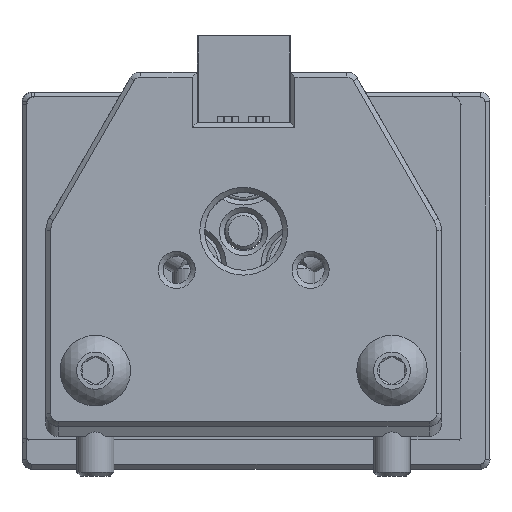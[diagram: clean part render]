
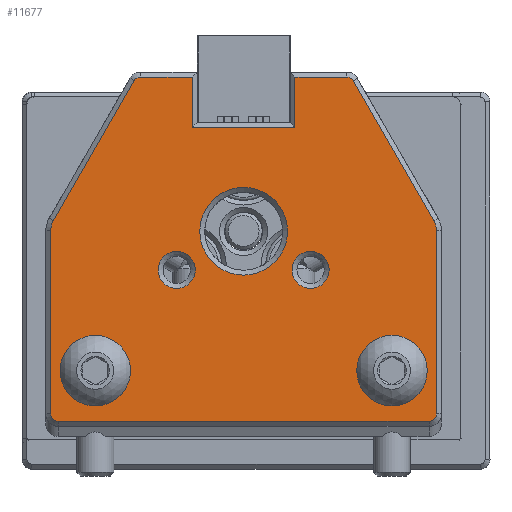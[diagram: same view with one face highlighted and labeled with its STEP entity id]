
A CAD part, top view. The second image highlights one B-rep face of the part: STEP entity #11677.
In plain terms, the highlighted planar face has unit normal (0, 0, 1).
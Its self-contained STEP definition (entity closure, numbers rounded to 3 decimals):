
#580=FACE_BOUND('',#1992,.T.);
#581=FACE_BOUND('',#1993,.T.);
#582=FACE_BOUND('',#1994,.T.);
#583=FACE_BOUND('',#1995,.T.);
#584=FACE_BOUND('',#1996,.T.);
#697=PLANE('',#12604);
#1273=FACE_OUTER_BOUND('',#1991,.T.);
#1991=EDGE_LOOP('',(#8338,#8339,#8340,#8341,#8342,#8343,#8344,#8345,#8346,
#8347,#8348,#8349,#8350,#8351,#8352,#8353));
#1992=EDGE_LOOP('',(#8354));
#1993=EDGE_LOOP('',(#8355));
#1994=EDGE_LOOP('',(#8356));
#1995=EDGE_LOOP('',(#8357));
#1996=EDGE_LOOP('',(#8358));
#2809=LINE('',#18884,#3771);
#2810=LINE('',#18888,#3772);
#2811=LINE('',#18892,#3773);
#2812=LINE('',#18896,#3774);
#2813=LINE('',#18900,#3775);
#2814=LINE('',#18904,#3776);
#2815=LINE('',#18908,#3777);
#2816=LINE('',#18910,#3778);
#2817=LINE('',#18912,#3779);
#2818=LINE('',#18913,#3780);
#3771=VECTOR('',#14228,10.);
#3772=VECTOR('',#14231,10.);
#3773=VECTOR('',#14234,10.);
#3774=VECTOR('',#14237,10.);
#3775=VECTOR('',#14240,10.);
#3776=VECTOR('',#14243,10.);
#3777=VECTOR('',#14246,10.);
#3778=VECTOR('',#14247,10.);
#3779=VECTOR('',#14248,10.);
#3780=VECTOR('',#14249,10.);
#4718=CIRCLE('',#12603,3.55);
#4719=CIRCLE('',#12605,0.6);
#4720=CIRCLE('',#12606,1.6);
#4721=CIRCLE('',#12607,0.6);
#4722=CIRCLE('',#12608,0.6);
#4723=CIRCLE('',#12609,1.6);
#4724=CIRCLE('',#12610,0.6);
#4725=CIRCLE('',#12611,1.5);
#4726=CIRCLE('',#12612,1.575);
#4727=CIRCLE('',#12613,1.575);
#4728=CIRCLE('',#12614,1.5);
#5332=VERTEX_POINT('',#18878);
#5333=VERTEX_POINT('',#18882);
#5334=VERTEX_POINT('',#18883);
#5335=VERTEX_POINT('',#18885);
#5336=VERTEX_POINT('',#18887);
#5337=VERTEX_POINT('',#18889);
#5338=VERTEX_POINT('',#18891);
#5339=VERTEX_POINT('',#18893);
#5340=VERTEX_POINT('',#18895);
#5341=VERTEX_POINT('',#18897);
#5342=VERTEX_POINT('',#18899);
#5343=VERTEX_POINT('',#18901);
#5344=VERTEX_POINT('',#18903);
#5345=VERTEX_POINT('',#18905);
#5346=VERTEX_POINT('',#18907);
#5347=VERTEX_POINT('',#18909);
#5348=VERTEX_POINT('',#18911);
#5349=VERTEX_POINT('',#18914);
#5350=VERTEX_POINT('',#18916);
#5351=VERTEX_POINT('',#18918);
#5352=VERTEX_POINT('',#18920);
#6471=EDGE_CURVE('',#5332,#5332,#4718,.T.);
#6473=EDGE_CURVE('',#5333,#5334,#2809,.T.);
#6474=EDGE_CURVE('',#5335,#5333,#4719,.T.);
#6475=EDGE_CURVE('',#5336,#5335,#2810,.T.);
#6476=EDGE_CURVE('',#5337,#5336,#4720,.T.);
#6477=EDGE_CURVE('',#5338,#5337,#2811,.T.);
#6478=EDGE_CURVE('',#5339,#5338,#4721,.T.);
#6479=EDGE_CURVE('',#5340,#5339,#2812,.T.);
#6480=EDGE_CURVE('',#5341,#5340,#4722,.T.);
#6481=EDGE_CURVE('',#5342,#5341,#2813,.T.);
#6482=EDGE_CURVE('',#5343,#5342,#4723,.T.);
#6483=EDGE_CURVE('',#5344,#5343,#2814,.T.);
#6484=EDGE_CURVE('',#5345,#5344,#4724,.T.);
#6485=EDGE_CURVE('',#5346,#5345,#2815,.T.);
#6486=EDGE_CURVE('',#5347,#5346,#2816,.T.);
#6487=EDGE_CURVE('',#5348,#5347,#2817,.T.);
#6488=EDGE_CURVE('',#5334,#5348,#2818,.T.);
#6489=EDGE_CURVE('',#5349,#5349,#4725,.T.);
#6490=EDGE_CURVE('',#5350,#5350,#4726,.T.);
#6491=EDGE_CURVE('',#5351,#5351,#4727,.T.);
#6492=EDGE_CURVE('',#5352,#5352,#4728,.T.);
#8338=ORIENTED_EDGE('',*,*,#6473,.F.);
#8339=ORIENTED_EDGE('',*,*,#6474,.F.);
#8340=ORIENTED_EDGE('',*,*,#6475,.F.);
#8341=ORIENTED_EDGE('',*,*,#6476,.F.);
#8342=ORIENTED_EDGE('',*,*,#6477,.F.);
#8343=ORIENTED_EDGE('',*,*,#6478,.F.);
#8344=ORIENTED_EDGE('',*,*,#6479,.F.);
#8345=ORIENTED_EDGE('',*,*,#6480,.F.);
#8346=ORIENTED_EDGE('',*,*,#6481,.F.);
#8347=ORIENTED_EDGE('',*,*,#6482,.F.);
#8348=ORIENTED_EDGE('',*,*,#6483,.F.);
#8349=ORIENTED_EDGE('',*,*,#6484,.F.);
#8350=ORIENTED_EDGE('',*,*,#6485,.F.);
#8351=ORIENTED_EDGE('',*,*,#6486,.F.);
#8352=ORIENTED_EDGE('',*,*,#6487,.F.);
#8353=ORIENTED_EDGE('',*,*,#6488,.F.);
#8354=ORIENTED_EDGE('',*,*,#6489,.F.);
#8355=ORIENTED_EDGE('',*,*,#6490,.T.);
#8356=ORIENTED_EDGE('',*,*,#6491,.T.);
#8357=ORIENTED_EDGE('',*,*,#6492,.F.);
#8358=ORIENTED_EDGE('',*,*,#6471,.F.);
#11677=ADVANCED_FACE('',(#1273,#580,#581,#582,#583,#584),#697,.T.);
#12603=AXIS2_PLACEMENT_3D('',#18879,#14223,#14224);
#12604=AXIS2_PLACEMENT_3D('',#18881,#14226,#14227);
#12605=AXIS2_PLACEMENT_3D('',#18886,#14229,#14230);
#12606=AXIS2_PLACEMENT_3D('',#18890,#14232,#14233);
#12607=AXIS2_PLACEMENT_3D('',#18894,#14235,#14236);
#12608=AXIS2_PLACEMENT_3D('',#18898,#14238,#14239);
#12609=AXIS2_PLACEMENT_3D('',#18902,#14241,#14242);
#12610=AXIS2_PLACEMENT_3D('',#18906,#14244,#14245);
#12611=AXIS2_PLACEMENT_3D('',#18915,#14250,#14251);
#12612=AXIS2_PLACEMENT_3D('',#18917,#14252,#14253);
#12613=AXIS2_PLACEMENT_3D('',#18919,#14254,#14255);
#12614=AXIS2_PLACEMENT_3D('',#18921,#14256,#14257);
#14223=DIRECTION('center_axis',(0.,0.,1.));
#14224=DIRECTION('ref_axis',(-0.866,0.5,0.));
#14226=DIRECTION('center_axis',(0.,0.,1.));
#14227=DIRECTION('ref_axis',(1.,0.,0.));
#14228=DIRECTION('',(1.,0.,0.));
#14229=DIRECTION('center_axis',(0.,0.,-1.));
#14230=DIRECTION('ref_axis',(-0.5,0.866,0.));
#14231=DIRECTION('',(0.5,0.866,0.));
#14232=DIRECTION('center_axis',(0.,0.,-1.));
#14233=DIRECTION('ref_axis',(-0.966,0.259,0.));
#14234=DIRECTION('',(0.,1.,0.));
#14235=DIRECTION('center_axis',(0.,0.,-1.));
#14236=DIRECTION('ref_axis',(-0.707,-0.707,0.));
#14237=DIRECTION('',(-1.,0.,0.));
#14238=DIRECTION('center_axis',(0.,0.,-1.));
#14239=DIRECTION('ref_axis',(0.707,-0.707,0.));
#14240=DIRECTION('',(0.,-1.,0.));
#14241=DIRECTION('center_axis',(0.,0.,-1.));
#14242=DIRECTION('ref_axis',(0.966,0.259,0.));
#14243=DIRECTION('',(0.5,-0.866,0.));
#14244=DIRECTION('center_axis',(0.,0.,-1.));
#14245=DIRECTION('ref_axis',(0.5,0.866,0.));
#14246=DIRECTION('',(1.,0.,0.));
#14247=DIRECTION('',(0.,1.,0.));
#14248=DIRECTION('',(1.,0.,0.));
#14249=DIRECTION('',(0.,-1.,0.));
#14250=DIRECTION('center_axis',(0.,0.,1.));
#14251=DIRECTION('ref_axis',(-1.,0.,0.));
#14252=DIRECTION('center_axis',(0.,0.,-1.));
#14253=DIRECTION('ref_axis',(1.,0.,0.));
#14254=DIRECTION('center_axis',(0.,0.,-1.));
#14255=DIRECTION('ref_axis',(1.,0.,0.));
#14256=DIRECTION('center_axis',(0.,0.,1.));
#14257=DIRECTION('ref_axis',(-1.,0.,0.));
#18878=CARTESIAN_POINT('',(3.074,-1.775,3.5));
#18879=CARTESIAN_POINT('Origin',(0.,0.,3.5));
#18881=CARTESIAN_POINT('Origin',(-4.547,-4.325,3.5));
#18882=CARTESIAN_POINT('',(-8.328,12.475,3.5));
#18883=CARTESIAN_POINT('',(-4.15,12.475,3.5));
#18884=CARTESIAN_POINT('',(-6.726,12.475,3.5));
#18885=CARTESIAN_POINT('',(-8.848,12.175,3.5));
#18886=CARTESIAN_POINT('Origin',(-8.328,11.875,3.5));
#18887=CARTESIAN_POINT('',(-15.386,0.851,3.5));
#18888=CARTESIAN_POINT('',(-15.285,1.025,3.5));
#18889=CARTESIAN_POINT('',(-15.6,0.051,3.5));
#18890=CARTESIAN_POINT('Origin',(-14.,0.051,3.5));
#18891=CARTESIAN_POINT('',(-15.6,-14.775,3.5));
#18892=CARTESIAN_POINT('',(-15.6,-10.05,3.5));
#18893=CARTESIAN_POINT('',(-15.,-15.375,3.5));
#18894=CARTESIAN_POINT('Origin',(-15.,-14.775,3.5));
#18895=CARTESIAN_POINT('',(15.,-15.375,3.5));
#18896=CARTESIAN_POINT('',(5.727,-15.375,3.5));
#18897=CARTESIAN_POINT('',(15.6,-14.775,3.5));
#18898=CARTESIAN_POINT('Origin',(15.,-14.775,3.5));
#18899=CARTESIAN_POINT('',(15.6,0.051,3.5));
#18900=CARTESIAN_POINT('',(15.6,-4.55,3.5));
#18901=CARTESIAN_POINT('',(15.386,0.851,3.5));
#18902=CARTESIAN_POINT('Origin',(14.,0.051,3.5));
#18903=CARTESIAN_POINT('',(8.848,12.175,3.5));
#18904=CARTESIAN_POINT('',(10.602,9.137,3.5));
#18905=CARTESIAN_POINT('',(8.328,12.475,3.5));
#18906=CARTESIAN_POINT('Origin',(8.328,11.875,3.5));
#18907=CARTESIAN_POINT('',(4.15,12.475,3.5));
#18908=CARTESIAN_POINT('',(-6.726,12.475,3.5));
#18909=CARTESIAN_POINT('',(4.15,8.4,3.5));
#18910=CARTESIAN_POINT('',(4.15,3.087,3.5));
#18911=CARTESIAN_POINT('',(-4.15,8.4,3.5));
#18912=CARTESIAN_POINT('',(-2.273,8.4,3.5));
#18913=CARTESIAN_POINT('',(-4.15,3.088,3.5));
#18914=CARTESIAN_POINT('',(-3.913,-3.125,3.5));
#18915=CARTESIAN_POINT('Origin',(-5.413,-3.125,3.5));
#18916=CARTESIAN_POINT('',(10.425,-11.275,3.5));
#18917=CARTESIAN_POINT('Origin',(12.,-11.275,3.5));
#18918=CARTESIAN_POINT('',(-13.575,-11.275,3.5));
#18919=CARTESIAN_POINT('Origin',(-12.,-11.275,3.5));
#18920=CARTESIAN_POINT('',(6.913,-3.125,3.5));
#18921=CARTESIAN_POINT('Origin',(5.413,-3.125,3.5));
